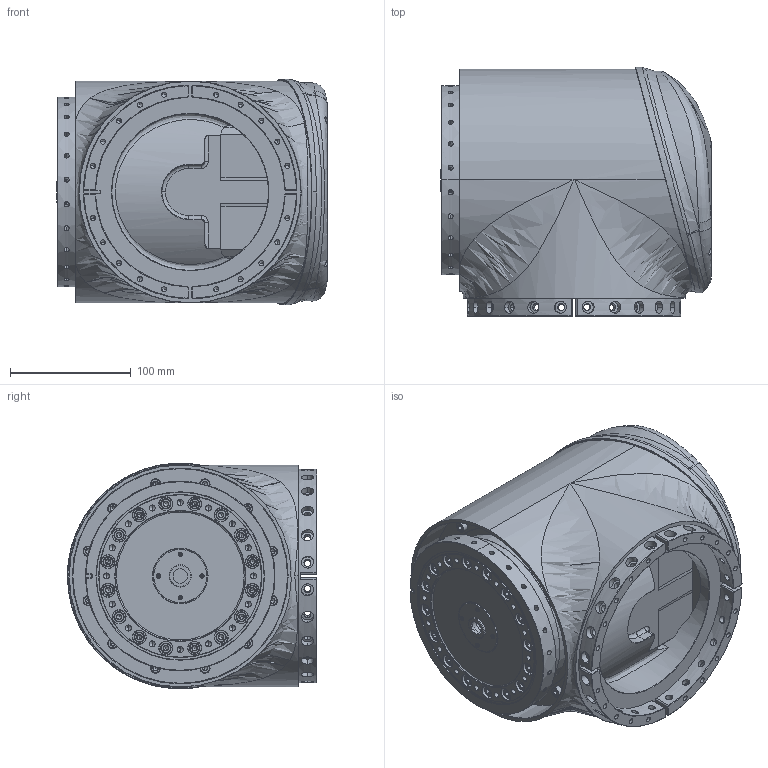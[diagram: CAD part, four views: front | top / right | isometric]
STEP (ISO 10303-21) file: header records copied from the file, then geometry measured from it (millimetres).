
FILE_DESCRIPTION (( 'STEP AP203' ), '1' );
FILE_NAME ('3214001-000000-002 RJSII-40壽誹L倰-RevB1.STEP', '2023-04-19T04:01:17', ( '' ), ( '' ), 'SwSTEP 2.0', 'SolidWorks 2016', '' );
FILE_SCHEMA (( 'CONFIG_CONTROL_DESIGN' ));
Length unit declared in the file: millimetre
Products named in the file (1): 3214001-000000-002 RJSII-40壽誹L倰-RevB1
Bounding box: 224.42 x 206.5 x 186.91 mm (x, y, z)
Volume: 5715023.5 mm3; surface area: 342556.7 mm2
Topology: 15 solids, 44 shells, 2184 faces, 4823 edges, 2748 vertices
Faces by surface type: cylinder 726, plane 697, cone 580, torus 129, bspline 36, sphere 16
Entity records: 75624 total; most frequent: CARTESIAN_POINT 28183, DIRECTION 10540, ORIENTED_EDGE 9206, EDGE_CURVE 4603, AXIS2_PLACEMENT_3D 4315, VERTEX_POINT 2748, EDGE_LOOP 2511, FACE_OUTER_BOUND 2184
